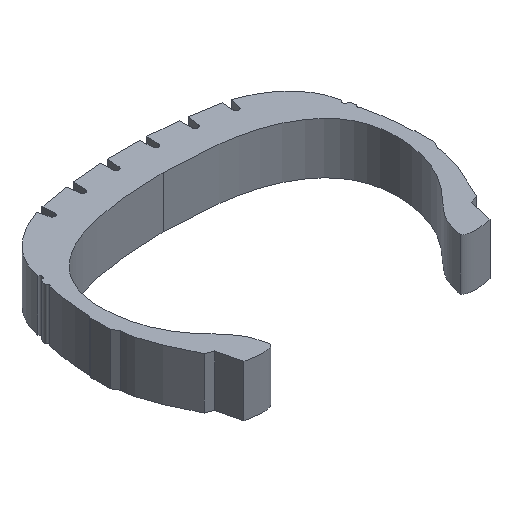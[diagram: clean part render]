
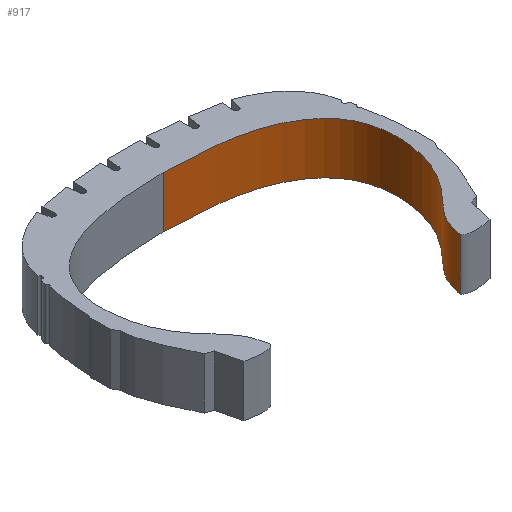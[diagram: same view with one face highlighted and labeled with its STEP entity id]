
A CAD part, isometric view. The second image highlights one B-rep face of the part: STEP entity #917.
In plain terms, the highlighted free-form (B-spline) face has degree [3, 1] with [7, 2] control points.
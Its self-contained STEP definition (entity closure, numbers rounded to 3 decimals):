
#30=B_SPLINE_CURVE_WITH_KNOTS('',3,(#1499,#1500,#1501,#1502,#1503,#1504,
#1505,#1506,#1507,#1508,#1509,#1510,#1511),.UNSPECIFIED.,.F.,.F.,(4,1,1,
1,1,1,1,1,1,1,4),(0.,0.172,0.334,0.456,
0.548,0.64,0.686,0.778,
0.849,0.93,1.),.UNSPECIFIED.);
#31=B_SPLINE_CURVE_WITH_KNOTS('',3,(#1513,#1514,#1515,#1516,#1517,#1518,
#1519,#1520,#1521,#1522,#1523,#1524,#1525),.UNSPECIFIED.,.F.,.F.,(4,1,1,
1,1,1,1,1,1,1,4),(0.,0.172,0.334,0.456,
0.548,0.64,0.686,0.778,
0.849,0.93,1.),.UNSPECIFIED.);
#45=B_SPLINE_SURFACE_WITH_KNOTS('',3,1,((#1485,#1486),(#1487,#1488),(#1489,
#1490),(#1491,#1492),(#1493,#1494),(#1495,#1496),(#1497,#1498)),
 .SURF_OF_LINEAR_EXTRUSION.,.F.,.F.,.F.,(4,1,1,1,4),(2,2),(0.,0.25,0.5,
0.75,1.),(0.,1.),.UNSPECIFIED.);
#182=ORIENTED_EDGE('',*,*,#426,.F.);
#183=ORIENTED_EDGE('',*,*,#425,.F.);
#184=ORIENTED_EDGE('',*,*,#427,.T.);
#185=ORIENTED_EDGE('',*,*,#428,.T.);
#425=EDGE_CURVE('',#534,#533,#630,.T.);
#426=EDGE_CURVE('',#533,#535,#30,.T.);
#427=EDGE_CURVE('',#534,#536,#31,.T.);
#428=EDGE_CURVE('',#536,#535,#631,.T.);
#533=VERTEX_POINT('',#1469);
#534=VERTEX_POINT('',#1483);
#535=VERTEX_POINT('',#1512);
#536=VERTEX_POINT('',#1526);
#630=LINE('',#1484,#729);
#631=LINE('',#1527,#730);
#729=VECTOR('',#1130,1000.);
#730=VECTOR('',#1131,1000.);
#794=EDGE_LOOP('',(#182,#183,#184,#185));
#841=FACE_BOUND('',#794,.T.);
#917=ADVANCED_FACE('',(#841),#45,.T.);
#1130=DIRECTION('',(0.,0.,1.));
#1131=DIRECTION('',(0.,0.,1.));
#1469=CARTESIAN_POINT('',(-0.001,0.786,0.));
#1483=CARTESIAN_POINT('',(-0.001,0.786,-0.2));
#1484=CARTESIAN_POINT('',(-0.001,0.786,-0.2));
#1485=CARTESIAN_POINT('',(-0.001,0.786,-0.2));
#1486=CARTESIAN_POINT('',(-0.001,0.786,0.));
#1487=CARTESIAN_POINT('',(0.163,0.782,-0.2));
#1488=CARTESIAN_POINT('',(0.163,0.782,0.));
#1489=CARTESIAN_POINT('',(0.329,0.777,-0.2));
#1490=CARTESIAN_POINT('',(0.329,0.777,0.));
#1491=CARTESIAN_POINT('',(0.617,0.577,-0.2));
#1492=CARTESIAN_POINT('',(0.617,0.577,0.));
#1493=CARTESIAN_POINT('',(0.558,0.226,-0.2));
#1494=CARTESIAN_POINT('',(0.558,0.226,0.));
#1495=CARTESIAN_POINT('',(0.392,0.109,-0.2));
#1496=CARTESIAN_POINT('',(0.392,0.109,0.));
#1497=CARTESIAN_POINT('',(0.367,0.,-0.2));
#1498=CARTESIAN_POINT('',(0.367,0.,0.));
#1499=CARTESIAN_POINT('',(-0.001,0.786,0.));
#1500=CARTESIAN_POINT('',(0.112,0.784,0.));
#1501=CARTESIAN_POINT('',(0.237,0.775,0.));
#1502=CARTESIAN_POINT('',(0.422,0.724,0.));
#1503=CARTESIAN_POINT('',(0.542,0.618,0.));
#1504=CARTESIAN_POINT('',(0.578,0.494,0.));
#1505=CARTESIAN_POINT('',(0.573,0.4,0.));
#1506=CARTESIAN_POINT('',(0.553,0.309,0.));
#1507=CARTESIAN_POINT('',(0.517,0.23,0.));
#1508=CARTESIAN_POINT('',(0.454,0.154,0.));
#1509=CARTESIAN_POINT('',(0.387,0.088,0.));
#1510=CARTESIAN_POINT('',(0.374,0.03,0.));
#1511=CARTESIAN_POINT('',(0.367,0.,0.));
#1512=CARTESIAN_POINT('',(0.367,0.,0.));
#1513=CARTESIAN_POINT('',(-0.001,0.786,-0.2));
#1514=CARTESIAN_POINT('',(0.112,0.784,-0.2));
#1515=CARTESIAN_POINT('',(0.237,0.775,-0.2));
#1516=CARTESIAN_POINT('',(0.422,0.724,-0.2));
#1517=CARTESIAN_POINT('',(0.542,0.618,-0.2));
#1518=CARTESIAN_POINT('',(0.578,0.494,-0.2));
#1519=CARTESIAN_POINT('',(0.573,0.4,-0.2));
#1520=CARTESIAN_POINT('',(0.553,0.309,-0.2));
#1521=CARTESIAN_POINT('',(0.517,0.23,-0.2));
#1522=CARTESIAN_POINT('',(0.454,0.154,-0.2));
#1523=CARTESIAN_POINT('',(0.387,0.088,-0.2));
#1524=CARTESIAN_POINT('',(0.374,0.03,-0.2));
#1525=CARTESIAN_POINT('',(0.367,0.,-0.2));
#1526=CARTESIAN_POINT('',(0.367,0.,-0.2));
#1527=CARTESIAN_POINT('',(0.367,0.,-0.2));
